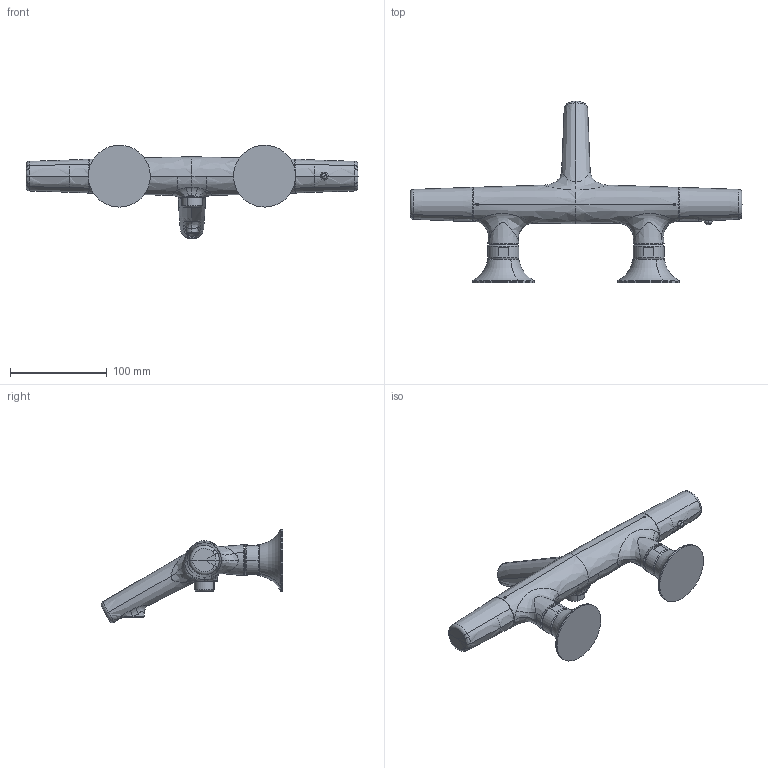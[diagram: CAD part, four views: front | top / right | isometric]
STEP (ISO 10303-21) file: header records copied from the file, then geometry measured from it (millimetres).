
FILE_DESCRIPTION(('CATIA V5 STEP Exchange'),'2;1');
FILE_NAME('VI T2101 0 ThermoVasca.stp','2018-11-19T09:34:36+00:00',('none'),('none'),'Version 5-6 Release 2013','CATIA V5 STEP AP203','none');
FILE_SCHEMA(('CONFIG_CONTROL_DESIGN'));
Length unit declared in the file: millimetre
Products named in the file (1): VI T2101 0
Bounding box: 342.86 x 187.48 x 96.74 mm (x, y, z)
Volume: 561118 mm3; surface area: 77728.6 mm2
Topology: 1 solids, 18 shells, 398 faces, 945 edges, 566 vertices
Faces by surface type: bspline 148, plane 61, cylinder 56, torus 48, cone 43, sphere 25, revolution 17
Entity records: 29477 total; most frequent: CARTESIAN_POINT 22319, ORIENTED_EDGE 1826, EDGE_CURVE 916, DIRECTION 722, B_SPLINE_CURVE_WITH_KNOTS 584, VERTEX_POINT 566, EDGE_LOOP 413, AXIS2_PLACEMENT_3D 405
